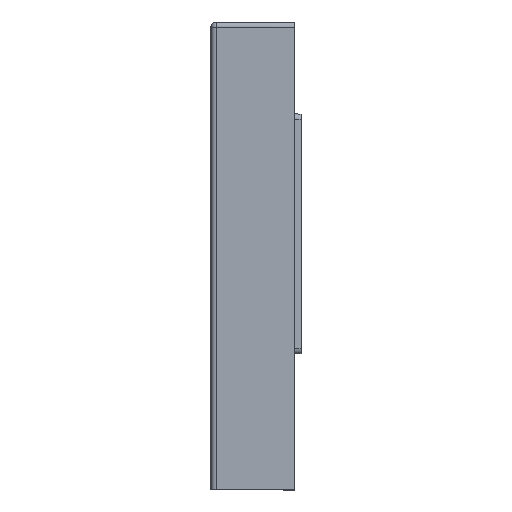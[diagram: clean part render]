
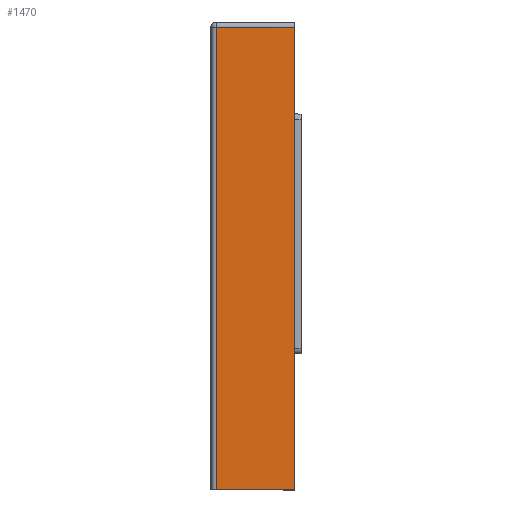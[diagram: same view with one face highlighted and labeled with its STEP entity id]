
A CAD part, left-side view. The second image highlights one B-rep face of the part: STEP entity #1470.
In plain terms, the highlighted planar face has unit normal (-1, 0.018, 0).
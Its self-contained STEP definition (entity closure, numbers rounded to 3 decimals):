
#70 = PLANE ( 'NONE',  #4676 ) ;
#699 = DIRECTION ( 'NONE',  ( 0., 0., 1. ) ) ;
#1207 = DIRECTION ( 'NONE',  ( 0.017, 1., 0. ) ) ;
#1312 = EDGE_CURVE ( 'NONE', #3698, #4880, #1557, .T. ) ;
#1387 = VECTOR ( 'NONE', #3181, 1000. ) ;
#1470 = ADVANCED_FACE ( 'NONE', ( #3805 ), #70, .F. ) ;
#1519 = CARTESIAN_POINT ( 'NONE',  ( -348.689, 75.087, -255. ) ) ;
#1557 = LINE ( 'NONE', #3218, #4347 ) ;
#1605 = CARTESIAN_POINT ( 'NONE',  ( -350., 0., -255. ) ) ;
#1719 = CARTESIAN_POINT ( 'NONE',  ( -350., 0., -434.86 ) ) ;
#1953 = EDGE_CURVE ( 'NONE', #4880, #3436, #2786, .T. ) ;
#2256 = VECTOR ( 'NONE', #699, 1000. ) ;
#2695 = ORIENTED_EDGE ( 'NONE', *, *, #1312, .T. ) ;
#2721 = EDGE_LOOP ( 'NONE', ( #5177, #5063, #3090, #2695 ) ) ;
#2786 = LINE ( 'NONE', #4458, #2256 ) ;
#3090 = ORIENTED_EDGE ( 'NONE', *, *, #3429, .T. ) ;
#3181 = DIRECTION ( 'NONE',  ( 0., 0., -1. ) ) ;
#3218 = CARTESIAN_POINT ( 'NONE',  ( -350.117, -6.698, -255. ) ) ;
#3280 = LINE ( 'NONE', #4968, #3657 ) ;
#3378 = DIRECTION ( 'NONE',  ( 1., -0.017, 0. ) ) ;
#3429 = EDGE_CURVE ( 'NONE', #4846, #3698, #5272, .T. ) ;
#3436 = VERTEX_POINT ( 'NONE', #4864 ) ;
#3657 = VECTOR ( 'NONE', #1207, 1000. ) ;
#3698 = VERTEX_POINT ( 'NONE', #5101 ) ;
#3771 = EDGE_CURVE ( 'NONE', #3436, #4846, #3280, .T. ) ;
#3805 = FACE_OUTER_BOUND ( 'NONE', #2721, .T. ) ;
#4347 = VECTOR ( 'NONE', #4899, 1000. ) ;
#4458 = CARTESIAN_POINT ( 'NONE',  ( -350., 0., 0. ) ) ;
#4676 = AXIS2_PLACEMENT_3D ( 'NONE', #1719, #3378, #5060 ) ;
#4846 = VERTEX_POINT ( 'NONE', #4923 ) ;
#4864 = CARTESIAN_POINT ( 'NONE',  ( -350., 0., 190. ) ) ;
#4880 = VERTEX_POINT ( 'NONE', #1605 ) ;
#4899 = DIRECTION ( 'NONE',  ( -0.017, -1., 0. ) ) ;
#4923 = CARTESIAN_POINT ( 'NONE',  ( -348.689, 75.087, 190. ) ) ;
#4968 = CARTESIAN_POINT ( 'NONE',  ( -348.604, 80., 190. ) ) ;
#5060 = DIRECTION ( 'NONE',  ( 0.017, 1., 0. ) ) ;
#5063 = ORIENTED_EDGE ( 'NONE', *, *, #3771, .T. ) ;
#5101 = CARTESIAN_POINT ( 'NONE',  ( -348.689, 75.087, -255. ) ) ;
#5177 = ORIENTED_EDGE ( 'NONE', *, *, #1953, .T. ) ;
#5272 = LINE ( 'NONE', #1519, #1387 ) ;
